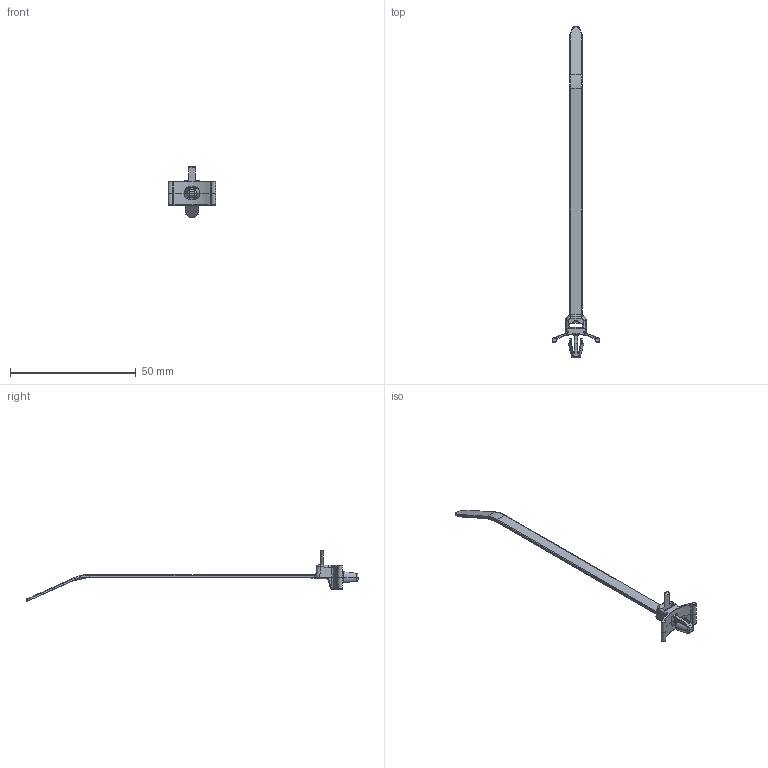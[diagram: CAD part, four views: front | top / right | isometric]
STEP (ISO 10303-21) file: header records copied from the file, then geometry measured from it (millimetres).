
FILE_DESCRIPTION(/* description */ (''),/* implementation_level */ '2;1');
FILE_NAME(/* name */ 'PRWP1S.stp',/* time_stamp */ '2023-09-01T10:27:50-05:00',/* author */ (''),/* organization */ (''),/* preprocessor_version */ 'ST-DEVELOPER v16.7',/* originating_system */ 'SIEMENS PLM Software NX 1926',/* authorisation */ '');
FILE_SCHEMA (('AP203_CONFIGURATION_CONTROLLED_3D_DESIGN_OF_MECHANICAL_PARTS_AND_ASSEMBLIES_MIM_LF { 1 0 10303 403 2 1 2}'));
Length unit declared in the file: inch
Products named in the file (1): BWG492848F7bbe8
Bounding box: 19.05 x 132.09 x 20.42 mm (x, y, z)
Volume: 1241.4 mm3; surface area: 2228 mm2
Topology: 1 solids, 1 shells, 324 faces, 758 edges, 423 vertices
Faces by surface type: cylinder 91, bspline 87, plane 84, cone 22, torus 20, sphere 16, extrusion 4
Entity records: 10789 total; most frequent: CARTESIAN_POINT 3883, ORIENTED_EDGE 1492, DIRECTION 1368, EDGE_CURVE 746, AXIS2_PLACEMENT_3D 536, VERTEX_POINT 423, EDGE_LOOP 325, ADVANCED_FACE 324
